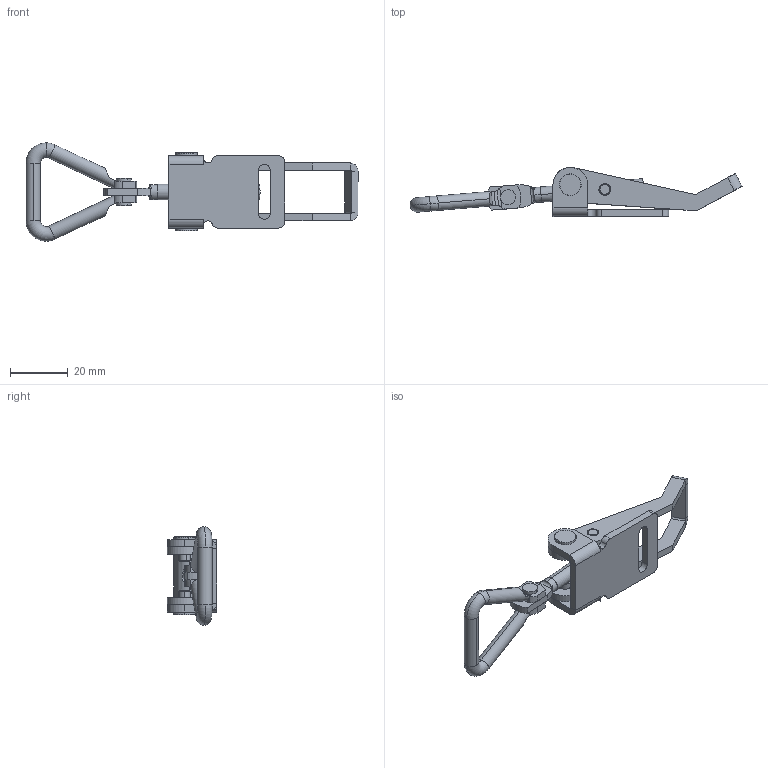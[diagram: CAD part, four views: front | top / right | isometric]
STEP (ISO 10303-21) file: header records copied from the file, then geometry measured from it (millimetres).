
FILE_DESCRIPTION (( 'STEP AP214' ), '1' );
FILE_NAME ('520312 - 702 SA slits 19 mm.STEP', '2016-12-28T07:11:27', ( '' ), ( '' ), 'SwSTEP 2.0', 'SolidWorks 2015', '' );
FILE_SCHEMA (( 'AUTOMOTIVE_DESIGN' ));
Length unit declared in the file: millimetre
Products named in the file (9): 520312 - 702 SA slits 19 mm; 702 - Ring 702 M6; 702 - Nit till ledad M6; 702 - Ring till ledad M6; 702 - Skruv till ledad M6; 702 - Rulle; 702 - Ansatsnit; 702 - Bygel; 702 - Platta SA - 19mm slits
Assembly tree (9 placements, depth 3):
  520312 - 702 SA slits 19 mm
    702 - Platta SA - 19mm slits
    702 - Bygel
    702 - Ansatsnit  x2
    702 - Rulle
    702 - Ring 702 M6
      702 - Skruv till ledad M6
      702 - Ring till ledad M6
      702 - Nit till ledad M6
Bounding box: 114.82 x 17 x 33.98 mm (x, y, z)
Volume: 10033.3 mm3; surface area: 10124.4 mm2
Topology: 8 solids, 8 shells, 204 faces, 477 edges, 298 vertices
Faces by surface type: cylinder 100, plane 82, cone 12, torus 10
Entity records: 6099 total; most frequent: CARTESIAN_POINT 1268, DIRECTION 989, ORIENTED_EDGE 902, EDGE_CURVE 451, AXIS2_PLACEMENT_3D 383, VERTEX_POINT 282, VECTOR 223, LINE 223
